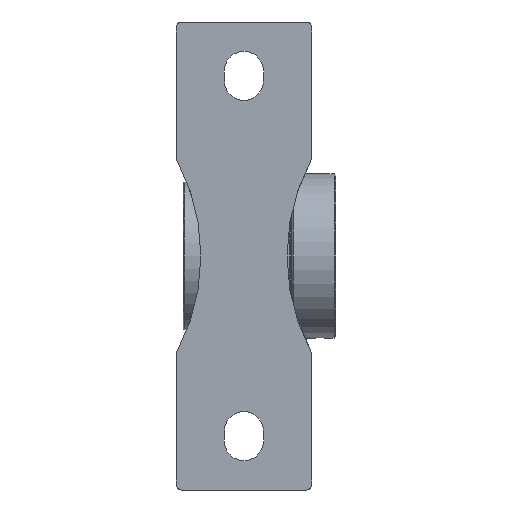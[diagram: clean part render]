
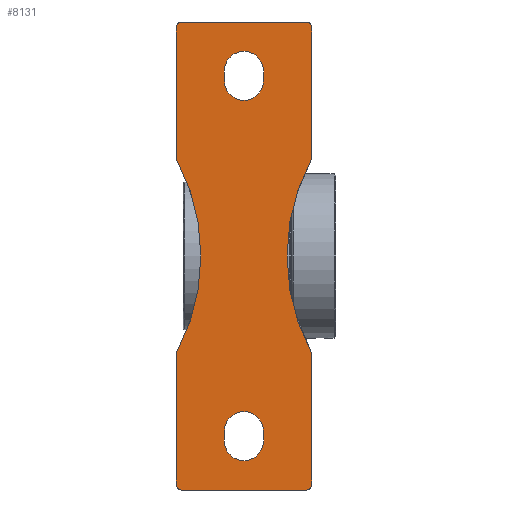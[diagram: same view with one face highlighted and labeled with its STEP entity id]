
A CAD part, front view. The second image highlights one B-rep face of the part: STEP entity #8131.
In plain terms, the highlighted face is planar.
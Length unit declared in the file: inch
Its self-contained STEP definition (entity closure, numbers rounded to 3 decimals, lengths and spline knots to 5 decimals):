
#7611=CARTESIAN_POINT('',(-1.25827,-4.70472,0.));
#7612=VERTEX_POINT('',#7611);
#7619=CARTESIAN_POINT('',(1.25827,-4.70472,0.));
#7620=VERTEX_POINT('',#7619);
#7621=CARTESIAN_POINT('',(-0.49538,-4.70472,0.));
#7622=DIRECTION('',(1.,0.,-0.));
#7623=VECTOR('',#7622,0.99076);
#7624=LINE('',#7621,#7623);
#7625=EDGE_CURVE('',#7612,#7620,#7624,.T.);
#7642=CARTESIAN_POINT('',(-1.35827,-4.60472,0.));
#7643=VERTEX_POINT('',#7642);
#7650=CARTESIAN_POINT('',(-1.25827,-4.60472,0.));
#7651=DIRECTION('',(0.,0.,1.));
#7652=DIRECTION('',(-0.707,-0.707,0.));
#7653=AXIS2_PLACEMENT_3D('',#7650,#7651,#7652);
#7654=CIRCLE('',#7653,0.1);
#7655=EDGE_CURVE('',#7643,#7612,#7654,.T.);
#7678=CARTESIAN_POINT('',(-1.35827,-1.97391,0.));
#7679=VERTEX_POINT('',#7678);
#7686=CARTESIAN_POINT('',(-1.35827,-4.66535,0.));
#7687=DIRECTION('',(0.,1.,0.));
#7688=VECTOR('',#7687,1.03575);
#7689=LINE('',#7686,#7688);
#7690=EDGE_CURVE('',#7643,#7679,#7689,.T.);
#7887=CARTESIAN_POINT('',(-1.35827,1.97391,0.));
#7888=VERTEX_POINT('',#7887);
#7895=CARTESIAN_POINT('',(-1.34656,1.92696,0.));
#7896=VERTEX_POINT('',#7895);
#7897=CARTESIAN_POINT('',(-1.25827,1.97391,0.));
#7898=DIRECTION('',(0.,0.,1.));
#7899=DIRECTION('',(-0.97,-0.242,0.));
#7900=AXIS2_PLACEMENT_3D('',#7897,#7898,#7899);
#7901=CIRCLE('',#7900,0.1);
#7902=EDGE_CURVE('',#7888,#7896,#7901,.T.);
#7930=CARTESIAN_POINT('',(0.61045,-2.44473,0.));
#7931=DIRECTION('',(0.,0.,1.));
#7932=DIRECTION('',(1.,0.,0.));
#7933=AXIS2_PLACEMENT_3D('',#7930,#7931,#7932);
#7934=PLANE('',#7933);
#7935=ORIENTED_EDGE('',*,*,#7902,.F.);
#7936=CARTESIAN_POINT('',(-1.35827,4.60472,0.));
#7937=VERTEX_POINT('',#7936);
#7938=CARTESIAN_POINT('',(-1.35827,4.66535,0.));
#7939=DIRECTION('',(0.,-1.,0.));
#7940=VECTOR('',#7939,1.03575);
#7941=LINE('',#7938,#7940);
#7942=EDGE_CURVE('',#7937,#7888,#7941,.T.);
#7943=ORIENTED_EDGE('',*,*,#7942,.F.);
#7944=CARTESIAN_POINT('',(-1.25827,4.70472,0.));
#7945=VERTEX_POINT('',#7944);
#7946=CARTESIAN_POINT('',(-1.25827,4.60472,0.));
#7947=DIRECTION('',(0.,0.,1.));
#7948=DIRECTION('',(-0.707,0.707,0.));
#7949=AXIS2_PLACEMENT_3D('',#7946,#7947,#7948);
#7950=CIRCLE('',#7949,0.1);
#7951=EDGE_CURVE('',#7945,#7937,#7950,.T.);
#7952=ORIENTED_EDGE('',*,*,#7951,.F.);
#7953=CARTESIAN_POINT('',(1.25827,4.70472,0.));
#7954=VERTEX_POINT('',#7953);
#7955=CARTESIAN_POINT('',(-0.49538,4.70472,0.));
#7956=DIRECTION('',(1.,0.,-0.));
#7957=VECTOR('',#7956,0.99076);
#7958=LINE('',#7955,#7957);
#7959=EDGE_CURVE('',#7945,#7954,#7958,.T.);
#7960=ORIENTED_EDGE('',*,*,#7959,.T.);
#7961=CARTESIAN_POINT('',(1.35827,4.60472,0.));
#7962=VERTEX_POINT('',#7961);
#7963=CARTESIAN_POINT('',(1.25827,4.60472,0.));
#7964=DIRECTION('',(0.,-0.,1.));
#7965=DIRECTION('',(0.707,0.707,0.));
#7966=AXIS2_PLACEMENT_3D('',#7963,#7964,#7965);
#7967=CIRCLE('',#7966,0.1);
#7968=EDGE_CURVE('',#7962,#7954,#7967,.T.);
#7969=ORIENTED_EDGE('',*,*,#7968,.F.);
#7970=CARTESIAN_POINT('',(1.35827,1.97391,0.));
#7971=VERTEX_POINT('',#7970);
#7972=CARTESIAN_POINT('',(1.35827,4.66535,0.));
#7973=DIRECTION('',(0.,-1.,0.));
#7974=VECTOR('',#7973,1.03575);
#7975=LINE('',#7972,#7974);
#7976=EDGE_CURVE('',#7962,#7971,#7975,.T.);
#7977=ORIENTED_EDGE('',*,*,#7976,.T.);
#7978=CARTESIAN_POINT('',(1.34656,1.92696,0.));
#7979=VERTEX_POINT('',#7978);
#7980=CARTESIAN_POINT('',(1.25827,1.97391,0.));
#7981=DIRECTION('',(0.,0.,1.));
#7982=DIRECTION('',(0.97,-0.242,0.));
#7983=AXIS2_PLACEMENT_3D('',#7980,#7981,#7982);
#7984=CIRCLE('',#7983,0.1);
#7985=EDGE_CURVE('',#7979,#7971,#7984,.T.);
#7986=ORIENTED_EDGE('',*,*,#7985,.F.);
#7987=CARTESIAN_POINT('',(0.86614,0.,0.));
#7988=VERTEX_POINT('',#7987);
#7989=CARTESIAN_POINT('',(4.97087,0.,0.));
#7990=DIRECTION('',(0.,0.,1.));
#7991=DIRECTION('',(1.,0.,-0.));
#7992=AXIS2_PLACEMENT_3D('',#7989,#7990,#7991);
#7993=CIRCLE('',#7992,4.10472);
#7994=EDGE_CURVE('',#7979,#7988,#7993,.T.);
#7995=ORIENTED_EDGE('',*,*,#7994,.T.);
#7996=CARTESIAN_POINT('',(1.34656,-1.92696,0.));
#7997=VERTEX_POINT('',#7996);
#7998=CARTESIAN_POINT('',(4.97087,0.,0.));
#7999=DIRECTION('',(0.,0.,1.));
#8000=DIRECTION('',(1.,0.,-0.));
#8001=AXIS2_PLACEMENT_3D('',#7998,#7999,#8000);
#8002=CIRCLE('',#8001,4.10472);
#8003=EDGE_CURVE('',#7988,#7997,#8002,.T.);
#8004=ORIENTED_EDGE('',*,*,#8003,.T.);
#8005=CARTESIAN_POINT('',(1.35827,-1.97391,0.));
#8006=VERTEX_POINT('',#8005);
#8007=CARTESIAN_POINT('',(1.25827,-1.97391,0.));
#8008=DIRECTION('',(0.,-0.,1.));
#8009=DIRECTION('',(0.97,0.242,0.));
#8010=AXIS2_PLACEMENT_3D('',#8007,#8008,#8009);
#8011=CIRCLE('',#8010,0.1);
#8012=EDGE_CURVE('',#8006,#7997,#8011,.T.);
#8013=ORIENTED_EDGE('',*,*,#8012,.F.);
#8014=CARTESIAN_POINT('',(1.35827,-4.60472,0.));
#8015=VERTEX_POINT('',#8014);
#8016=CARTESIAN_POINT('',(1.35827,-4.66535,0.));
#8017=DIRECTION('',(0.,1.,0.));
#8018=VECTOR('',#8017,1.03575);
#8019=LINE('',#8016,#8018);
#8020=EDGE_CURVE('',#8015,#8006,#8019,.T.);
#8021=ORIENTED_EDGE('',*,*,#8020,.F.);
#8022=CARTESIAN_POINT('',(1.25827,-4.60472,0.));
#8023=DIRECTION('',(0.,0.,1.));
#8024=DIRECTION('',(0.707,-0.707,0.));
#8025=AXIS2_PLACEMENT_3D('',#8022,#8023,#8024);
#8026=CIRCLE('',#8025,0.1);
#8027=EDGE_CURVE('',#7620,#8015,#8026,.T.);
#8028=ORIENTED_EDGE('',*,*,#8027,.F.);
#8029=ORIENTED_EDGE('',*,*,#7625,.F.);
#8030=ORIENTED_EDGE('',*,*,#7655,.F.);
#8031=ORIENTED_EDGE('',*,*,#7690,.T.);
#8032=CARTESIAN_POINT('',(-1.34656,-1.92696,0.));
#8033=VERTEX_POINT('',#8032);
#8034=CARTESIAN_POINT('',(-1.25827,-1.97391,0.));
#8035=DIRECTION('',(0.,0.,1.));
#8036=DIRECTION('',(-0.97,0.242,0.));
#8037=AXIS2_PLACEMENT_3D('',#8034,#8035,#8036);
#8038=CIRCLE('',#8037,0.1);
#8039=EDGE_CURVE('',#8033,#7679,#8038,.T.);
#8040=ORIENTED_EDGE('',*,*,#8039,.F.);
#8041=CARTESIAN_POINT('',(-0.86614,-0.,0.));
#8042=VERTEX_POINT('',#8041);
#8043=CARTESIAN_POINT('',(-4.97087,0.,0.));
#8044=DIRECTION('',(0.,0.,-1.));
#8045=DIRECTION('',(-1.,0.,0.));
#8046=AXIS2_PLACEMENT_3D('',#8043,#8044,#8045);
#8047=CIRCLE('',#8046,4.10472);
#8048=EDGE_CURVE('',#8042,#8033,#8047,.T.);
#8049=ORIENTED_EDGE('',*,*,#8048,.F.);
#8050=CARTESIAN_POINT('',(-4.97087,0.,0.));
#8051=DIRECTION('',(0.,0.,-1.));
#8052=DIRECTION('',(-1.,0.,0.));
#8053=AXIS2_PLACEMENT_3D('',#8050,#8051,#8052);
#8054=CIRCLE('',#8053,4.10472);
#8055=EDGE_CURVE('',#7896,#8042,#8054,.T.);
#8056=ORIENTED_EDGE('',*,*,#8055,.F.);
#8057=EDGE_LOOP('',(#7935,#7943,#7952,#7960,#7969,#7977,#7986,#7995,#8004,#8013,#8021,#8028,#8029,#8030,#8031,#8040,#8049,#8056));
#8058=FACE_BOUND('',#8057,.T.);
#8059=CARTESIAN_POINT('',(0.3937,3.72047,0.));
#8060=VERTEX_POINT('',#8059);
#8061=CARTESIAN_POINT('',(-0.3937,3.72047,0.));
#8062=VERTEX_POINT('',#8061);
#8063=CARTESIAN_POINT('',(0.,3.72047,0.));
#8064=DIRECTION('',(0.,0.,1.));
#8065=DIRECTION('',(-1.,0.,0.));
#8066=AXIS2_PLACEMENT_3D('',#8063,#8064,#8065);
#8067=CIRCLE('',#8066,0.3937);
#8068=EDGE_CURVE('',#8060,#8062,#8067,.T.);
#8069=ORIENTED_EDGE('',*,*,#8068,.T.);
#8070=CARTESIAN_POINT('',(-0.3937,3.52362,0.));
#8071=VERTEX_POINT('',#8070);
#8072=CARTESIAN_POINT('',(-0.3937,1.82166,0.));
#8073=DIRECTION('',(0.,-1.,0.));
#8074=VECTOR('',#8073,0.0775);
#8075=LINE('',#8072,#8074);
#8076=EDGE_CURVE('',#8062,#8071,#8075,.T.);
#8077=ORIENTED_EDGE('',*,*,#8076,.T.);
#8078=CARTESIAN_POINT('',(0.3937,3.52362,0.));
#8079=VERTEX_POINT('',#8078);
#8080=CARTESIAN_POINT('',(-0.,3.52362,0.));
#8081=DIRECTION('',(0.,0.,1.));
#8082=DIRECTION('',(1.,0.,-0.));
#8083=AXIS2_PLACEMENT_3D('',#8080,#8081,#8082);
#8084=CIRCLE('',#8083,0.3937);
#8085=EDGE_CURVE('',#8071,#8079,#8084,.T.);
#8086=ORIENTED_EDGE('',*,*,#8085,.T.);
#8087=CARTESIAN_POINT('',(0.3937,1.74416,0.));
#8088=DIRECTION('',(0.,1.,0.));
#8089=VECTOR('',#8088,0.0775);
#8090=LINE('',#8087,#8089);
#8091=EDGE_CURVE('',#8079,#8060,#8090,.T.);
#8092=ORIENTED_EDGE('',*,*,#8091,.T.);
#8093=EDGE_LOOP('',(#8069,#8077,#8086,#8092));
#8094=FACE_BOUND('',#8093,.T.);
#8095=CARTESIAN_POINT('',(0.3937,-3.52362,0.));
#8096=VERTEX_POINT('',#8095);
#8097=CARTESIAN_POINT('',(-0.3937,-3.52362,0.));
#8098=VERTEX_POINT('',#8097);
#8099=CARTESIAN_POINT('',(-0.,-3.52362,0.));
#8100=DIRECTION('',(0.,0.,1.));
#8101=DIRECTION('',(1.,0.,-0.));
#8102=AXIS2_PLACEMENT_3D('',#8099,#8100,#8101);
#8103=CIRCLE('',#8102,0.3937);
#8104=EDGE_CURVE('',#8096,#8098,#8103,.T.);
#8105=ORIENTED_EDGE('',*,*,#8104,.T.);
#8106=CARTESIAN_POINT('',(-0.3937,-3.72047,0.));
#8107=VERTEX_POINT('',#8106);
#8108=CARTESIAN_POINT('',(-0.3937,-3.22639,0.));
#8109=DIRECTION('',(0.,-1.,0.));
#8110=VECTOR('',#8109,0.0775);
#8111=LINE('',#8108,#8110);
#8112=EDGE_CURVE('',#8098,#8107,#8111,.T.);
#8113=ORIENTED_EDGE('',*,*,#8112,.T.);
#8114=CARTESIAN_POINT('',(0.3937,-3.72047,0.));
#8115=VERTEX_POINT('',#8114);
#8116=CARTESIAN_POINT('',(0.,-3.72047,0.));
#8117=DIRECTION('',(0.,0.,1.));
#8118=DIRECTION('',(-1.,0.,0.));
#8119=AXIS2_PLACEMENT_3D('',#8116,#8117,#8118);
#8120=CIRCLE('',#8119,0.3937);
#8121=EDGE_CURVE('',#8107,#8115,#8120,.T.);
#8122=ORIENTED_EDGE('',*,*,#8121,.T.);
#8123=CARTESIAN_POINT('',(0.3937,-3.30389,0.));
#8124=DIRECTION('',(0.,1.,0.));
#8125=VECTOR('',#8124,0.0775);
#8126=LINE('',#8123,#8125);
#8127=EDGE_CURVE('',#8115,#8096,#8126,.T.);
#8128=ORIENTED_EDGE('',*,*,#8127,.T.);
#8129=EDGE_LOOP('',(#8105,#8113,#8122,#8128));
#8130=FACE_BOUND('',#8129,.T.);
#8131=ADVANCED_FACE('',(#8058,#8094,#8130),#7934,.F.);
